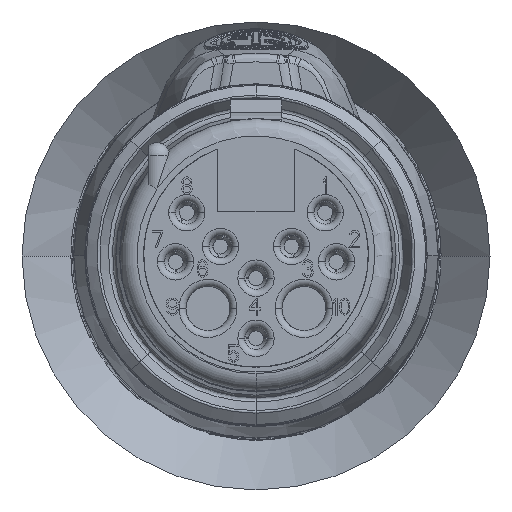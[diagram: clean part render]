
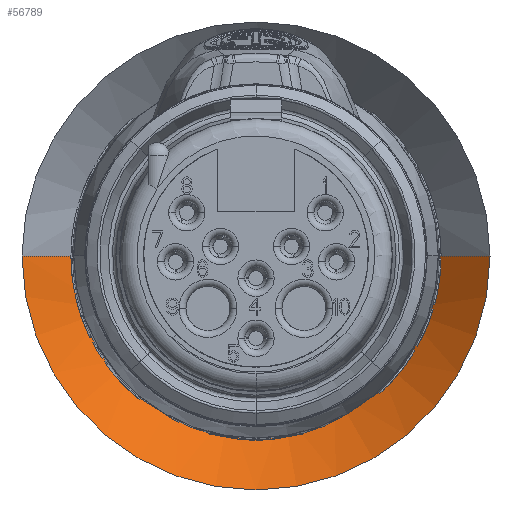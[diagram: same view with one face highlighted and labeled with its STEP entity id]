
A CAD part, top view. The second image highlights one B-rep face of the part: STEP entity #56789.
In plain terms, the highlighted conical face has half-angle 45 degrees and reference radius 6.901 mm.
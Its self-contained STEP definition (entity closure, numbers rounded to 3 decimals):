
#56740=DIRECTION('',(0.707,0.,-0.707));
#56741=VECTOR('',#56740,19.136);
#56742=CARTESIAN_POINT('',(-13.531,0.,-26.269));
#56743=LINE('',#56742,#56741);
#56749=DIRECTION('',(-0.707,0.,-0.707));
#56750=VECTOR('',#56749,19.136);
#56751=CARTESIAN_POINT('',(13.531,0.,-26.269));
#56752=LINE('',#56751,#56750);
#56753=CARTESIAN_POINT('',(0.,0.,-26.269));
#56754=DIRECTION('',(0.,0.,-1.));
#56755=DIRECTION('',(1.,0.,0.));
#56756=AXIS2_PLACEMENT_3D('',#56753,#56754,#56755);
#56758=CARTESIAN_POINT('',(-13.531,0.,-26.269));
#56759=CARTESIAN_POINT('',(0.,0.,-39.8));
#56760=VERTEX_POINT('',#56758);
#56761=VERTEX_POINT('',#56759);
#56762=CARTESIAN_POINT('',(13.531,0.,-26.269));
#56763=VERTEX_POINT('',#56762);
#56778=CARTESIAN_POINT('',(0.,0.,-32.899));
#56779=DIRECTION('',(0.,0.,1.));
#56780=DIRECTION('',(-1.,0.,0.));
#56781=AXIS2_PLACEMENT_3D('',#56778,#56779,#56780);
#56782=CONICAL_SURFACE('',#56781,6.901,45.);
#56783=ORIENTED_EDGE('',*,*,#56769,.T.);
#56784=ORIENTED_EDGE('',*,*,#56773,.F.);
#56786=ORIENTED_EDGE('',*,*,#56785,.T.);
#56787=EDGE_LOOP('',(#56783,#56784,#56786));
#56788=FACE_OUTER_BOUND('',#56787,.F.);
#56789=ADVANCED_FACE('',(#56788),#56782,.F.);
#56757=CIRCLE('',#56756,13.531);
#56769=EDGE_CURVE('',#56760,#56761,#56743,.T.);
#56773=EDGE_CURVE('',#56763,#56761,#56752,.T.);
#56785=EDGE_CURVE('',#56763,#56760,#56757,.T.);
